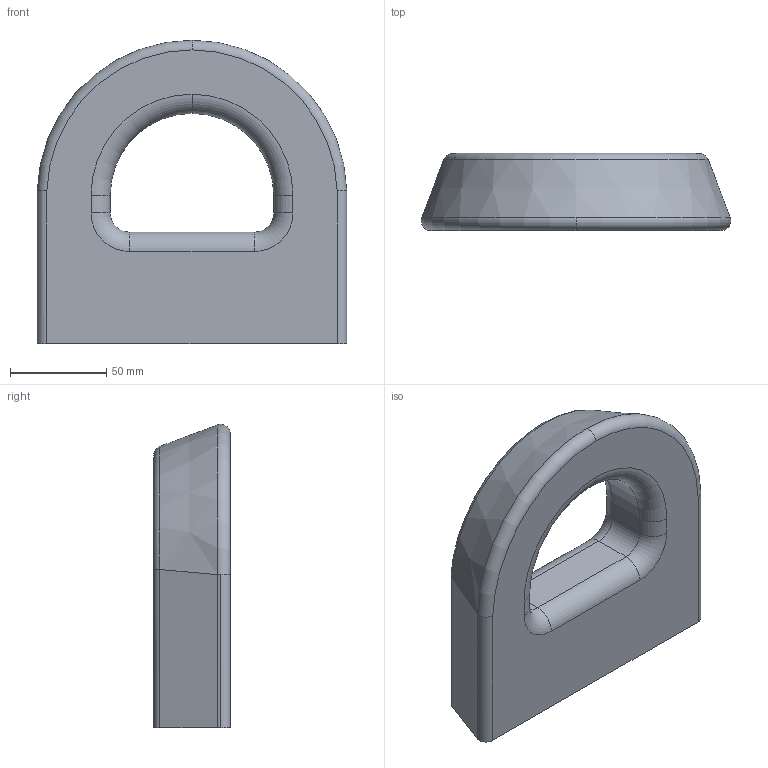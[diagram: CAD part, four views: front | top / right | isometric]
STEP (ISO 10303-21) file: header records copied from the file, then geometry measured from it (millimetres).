
FILE_DESCRIPTION (( 'STEP AP214' ), '1' );
FILE_NAME ('ïåðåäíÿÿ ïðîóøèíà àëþìèíèé ðåçüáà ì14 àíîäèðîâàòü â êðàñíûé.STEP', '2019-04-17T17:05:31', ( '' ), ( '' ), 'SwSTEP 2.0', 'SolidWorks 2018', '' );
FILE_SCHEMA (( 'AUTOMOTIVE_DESIGN' ));
Length unit declared in the file: millimetre
Products named in the file (1): ïåðåäíÿÿ ïðîóøèíà àëþìèíèé ðåçüáà ì14 àíîäèðîâàòü â êðàñíûé
Bounding box: 161 x 40 x 157.78 mm (x, y, z)
Volume: 618169.8 mm3; surface area: 63617.7 mm2
Topology: 1 solids, 1 shells, 39 faces, 93 edges, 58 vertices
Faces by surface type: cylinder 18, torus 10, plane 10, cone 1
Entity records: 1247 total; most frequent: CARTESIAN_POINT 286, DIRECTION 209, ORIENTED_EDGE 186, EDGE_CURVE 93, AXIS2_PLACEMENT_3D 87, VERTEX_POINT 58, CIRCLE 47, EDGE_LOOP 43
